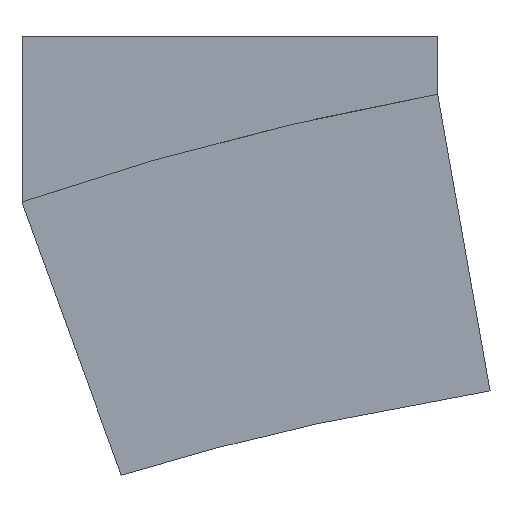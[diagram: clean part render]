
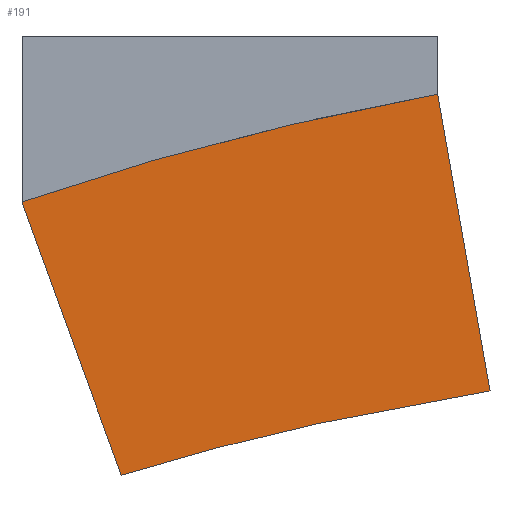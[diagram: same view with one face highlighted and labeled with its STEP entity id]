
A CAD part, front view. The second image highlights one B-rep face of the part: STEP entity #191.
In plain terms, the highlighted free-form (B-spline) face has degree [3, 3] with [4, 7] control points.
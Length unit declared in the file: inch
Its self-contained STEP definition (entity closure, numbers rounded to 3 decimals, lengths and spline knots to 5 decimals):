
#51=FACE_OUTER_BOUND('',#62,.T.);
#62=EDGE_LOOP('',(#151,#152,#153,#154,#155));
#76=B_SPLINE_CURVE_WITH_KNOTS('',3,(#374,#375,#376,#377,#378,#379,#380),
 .UNSPECIFIED.,.F.,.F.,(4,1,1,1,4),(1.97756,2.06258,2.16159,
2.25725,2.2653),.UNSPECIFIED.);
#77=B_SPLINE_CURVE_WITH_KNOTS('',3,(#414,#415,#416,#417),.UNSPECIFIED.,
 .F.,.F.,(4,4),(-0.10418,-0.05),.UNSPECIFIED.);
#78=B_SPLINE_CURVE_WITH_KNOTS('',3,(#418,#419,#420,#421,#422,#423),
 .UNSPECIFIED.,.F.,.F.,(4,2,4),(-33.49223,-16.78199,0.),
 .UNSPECIFIED.);
#79=B_SPLINE_CURVE_WITH_KNOTS('',3,(#425,#426,#427,#428,#429,#430),
 .UNSPECIFIED.,.F.,.F.,(4,2,4),(-34.75008,-17.37221,0.),
 .UNSPECIFIED.);
#80=B_SPLINE_CURVE_WITH_KNOTS('',3,(#431,#432,#433,#434,#435,#436,#437),
 .UNSPECIFIED.,.F.,.F.,(4,1,1,1,4),(1.98061,2.06258,2.16159,
2.25725,2.27539),.UNSPECIFIED.);
#96=VERTEX_POINT('',#360);
#97=VERTEX_POINT('',#367);
#98=VERTEX_POINT('',#412);
#99=VERTEX_POINT('',#413);
#100=VERTEX_POINT('',#424);
#117=EDGE_CURVE('',#97,#96,#76,.T.);
#120=EDGE_CURVE('',#98,#99,#77,.T.);
#121=EDGE_CURVE('',#99,#96,#78,.T.);
#122=EDGE_CURVE('',#97,#100,#79,.T.);
#123=EDGE_CURVE('',#100,#98,#80,.T.);
#151=ORIENTED_EDGE('',*,*,#120,.T.);
#152=ORIENTED_EDGE('',*,*,#121,.T.);
#153=ORIENTED_EDGE('',*,*,#117,.F.);
#154=ORIENTED_EDGE('',*,*,#122,.T.);
#155=ORIENTED_EDGE('',*,*,#123,.T.);
#184=B_SPLINE_SURFACE_WITH_KNOTS('',3,3,((#384,#385,#386,#387,#388,#389,
#390),(#391,#392,#393,#394,#395,#396,#397),(#398,#399,#400,#401,#402,#403,
#404),(#405,#406,#407,#408,#409,#410,#411)),.UNSPECIFIED.,.F.,.F.,.F.,(4,
4),(4,1,1,1,4),(-35.56,0.),(1.97756,2.06258,2.16159,
2.25725,2.2755),.UNSPECIFIED.);
#191=ADVANCED_FACE('',(#51),#184,.F.);
#360=CARTESIAN_POINT('',(-43.84018,-4.,19.5935));
#367=CARTESIAN_POINT('',(-27.10123,-4.,23.41936));
#374=CARTESIAN_POINT('Ctrl Pts',(-27.10123,-4.,23.41936));
#375=CARTESIAN_POINT('Ctrl Pts',(-28.88405,-4.,23.13346));
#376=CARTESIAN_POINT('Ctrl Pts',(-32.67251,-4.,22.45348));
#377=CARTESIAN_POINT('Ctrl Pts',(-38.15252,-4.,21.22708));
#378=CARTESIAN_POINT('Ctrl Pts',(-41.87334,-4.,20.19875));
#379=CARTESIAN_POINT('Ctrl Pts',(-43.69895,-4.,19.6373));
#380=CARTESIAN_POINT('Ctrl Pts',(-43.84018,-4.,19.5935));
#384=CARTESIAN_POINT('Ctrl Pts',(-29.26801,-4.,36.93076));
#385=CARTESIAN_POINT('Ctrl Pts',(-31.2091,-4.,36.57812));
#386=CARTESIAN_POINT('Ctrl Pts',(-35.34591,-4.,35.73966));
#387=CARTESIAN_POINT('Ctrl Pts',(-41.38159,-4.,34.22788));
#388=CARTESIAN_POINT('Ctrl Pts',(-45.74368,-4.,32.89514));
#389=CARTESIAN_POINT('Ctrl Pts',(-47.99717,-4.,32.12776));
#390=CARTESIAN_POINT('Ctrl Pts',(-48.35612,-4.,32.00344));
#391=CARTESIAN_POINT('Ctrl Pts',(-28.54575,-4.,32.42696));
#392=CARTESIAN_POINT('Ctrl Pts',(-30.43408,-4.,32.09656));
#393=CARTESIAN_POINT('Ctrl Pts',(-34.45478,-4.,31.31093));
#394=CARTESIAN_POINT('Ctrl Pts',(-40.30523,-4.,29.89428));
#395=CARTESIAN_POINT('Ctrl Pts',(-44.51596,-4.,28.64577));
#396=CARTESIAN_POINT('Ctrl Pts',(-46.68386,-4.,27.92735));
#397=CARTESIAN_POINT('Ctrl Pts',(-47.02897,-4.,27.81097));
#398=CARTESIAN_POINT('Ctrl Pts',(-27.82349,-4.,27.92316));
#399=CARTESIAN_POINT('Ctrl Pts',(-29.65907,-4.,27.61501));
#400=CARTESIAN_POINT('Ctrl Pts',(-33.56364,-4.,26.8822));
#401=CARTESIAN_POINT('Ctrl Pts',(-39.22888,-4.,25.56068));
#402=CARTESIAN_POINT('Ctrl Pts',(-43.28824,-4.,24.39639));
#403=CARTESIAN_POINT('Ctrl Pts',(-45.37056,-4.,23.72694));
#404=CARTESIAN_POINT('Ctrl Pts',(-45.70182,-4.,23.61851));
#405=CARTESIAN_POINT('Ctrl Pts',(-27.10123,-4.,23.41936));
#406=CARTESIAN_POINT('Ctrl Pts',(-28.88405,-4.,23.13346));
#407=CARTESIAN_POINT('Ctrl Pts',(-32.67251,-4.,22.45348));
#408=CARTESIAN_POINT('Ctrl Pts',(-38.15252,-4.,21.22708));
#409=CARTESIAN_POINT('Ctrl Pts',(-42.06052,-4.,20.14701));
#410=CARTESIAN_POINT('Ctrl Pts',(-44.05725,-4.,19.52653));
#411=CARTESIAN_POINT('Ctrl Pts',(-44.37468,-4.,19.42605));
#412=CARTESIAN_POINT('',(-48.35003,-4.,32.00554));
#413=CARTESIAN_POINT('',(-48.35003,-4.,31.98421));
#414=CARTESIAN_POINT('Ctrl Pts',(-48.35003,-4.,32.00554));
#415=CARTESIAN_POINT('Ctrl Pts',(-48.35003,-4.,31.99843));
#416=CARTESIAN_POINT('Ctrl Pts',(-48.35003,-4.,31.99132));
#417=CARTESIAN_POINT('Ctrl Pts',(-48.35003,-4.,31.98421));
#418=CARTESIAN_POINT('Ctrl Pts',(-48.35003,-4.,31.98421));
#419=CARTESIAN_POINT('Ctrl Pts',(-47.6,-4.,29.92352));
#420=CARTESIAN_POINT('Ctrl Pts',(-46.84997,-4.,27.86282));
#421=CARTESIAN_POINT('Ctrl Pts',(-45.34669,-4.,23.73259));
#422=CARTESIAN_POINT('Ctrl Pts',(-44.59343,-4.,21.66305));
#423=CARTESIAN_POINT('Ctrl Pts',(-43.84018,-4.,19.5935));
#424=CARTESIAN_POINT('',(-29.47694,-4.,36.89265));
#425=CARTESIAN_POINT('Ctrl Pts',(-27.10123,-4.,23.41936));
#426=CARTESIAN_POINT('Ctrl Pts',(-27.49725,-4.,25.66528));
#427=CARTESIAN_POINT('Ctrl Pts',(-27.89326,-4.,27.91119));
#428=CARTESIAN_POINT('Ctrl Pts',(-28.68517,-4.,32.40229));
#429=CARTESIAN_POINT('Ctrl Pts',(-29.08105,-4.,34.64747));
#430=CARTESIAN_POINT('Ctrl Pts',(-29.47694,-4.,36.89265));
#431=CARTESIAN_POINT('Ctrl Pts',(-29.47694,-4.,36.89265));
#432=CARTESIAN_POINT('Ctrl Pts',(-31.34627,-4.,36.55026));
#433=CARTESIAN_POINT('Ctrl Pts',(-35.41177,-4.,35.72316));
#434=CARTESIAN_POINT('Ctrl Pts',(-41.38159,-4.,34.22788));
#435=CARTESIAN_POINT('Ctrl Pts',(-45.74156,-4.,32.89579));
#436=CARTESIAN_POINT('Ctrl Pts',(-47.99309,-4.,32.12915));
#437=CARTESIAN_POINT('Ctrl Pts',(-48.35003,-4.,32.00554));
